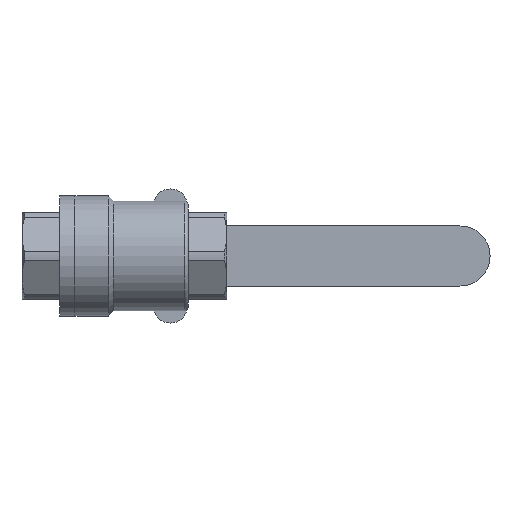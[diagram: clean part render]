
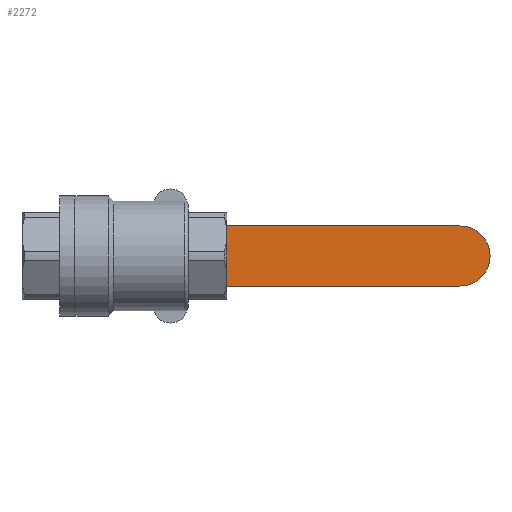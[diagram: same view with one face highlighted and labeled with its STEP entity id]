
A CAD part, left-side view. The second image highlights one B-rep face of the part: STEP entity #2272.
In plain terms, the highlighted planar face has unit normal (-1, 0, 0).
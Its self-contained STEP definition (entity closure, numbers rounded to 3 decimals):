
#12 = AXIS2_PLACEMENT_3D ( 'NONE', #223, #3180, #6130 ) ;
#73 = EDGE_LOOP ( 'NONE', ( #3492, #7605, #1333, #8746 ) ) ;
#134 = VECTOR ( 'NONE', #5749, 1000. ) ;
#223 = CARTESIAN_POINT ( 'NONE',  ( 45.9, -91.5, 8.5 ) ) ;
#503 = CARTESIAN_POINT ( 'NONE',  ( 45.9, -94.5, -8.5 ) ) ;
#715 = VECTOR ( 'NONE', #9117, 1000. ) ;
#953 = VECTOR ( 'NONE', #5734, 1000. ) ;
#962 = LINE ( 'NONE', #6144, #715 ) ;
#991 = VERTEX_POINT ( 'NONE', #503 ) ;
#1020 = EDGE_CURVE ( 'NONE', #1629, #5763, #9428, .T. ) ;
#1333 = ORIENTED_EDGE ( 'NONE', *, *, #1020, .T. ) ;
#1629 = VERTEX_POINT ( 'NONE', #5374 ) ;
#2272 = ADVANCED_FACE ( 'NONE', ( #3905 ), #6866, .T. ) ;
#2685 = CARTESIAN_POINT ( 'NONE',  ( 45.9, -28.071, 8.5 ) ) ;
#2779 = CARTESIAN_POINT ( 'NONE',  ( 45.9, -91.5, 8.5 ) ) ;
#2789 = CARTESIAN_POINT ( 'NONE',  ( 45.9, -91.5, -8.5 ) ) ;
#3180 = DIRECTION ( 'NONE',  ( -1., 0., 0. ) ) ;
#3254 = DIRECTION ( 'NONE',  ( 1., 0., 0. ) ) ;
#3492 = ORIENTED_EDGE ( 'NONE', *, *, #4253, .F. ) ;
#3905 = FACE_OUTER_BOUND ( 'NONE', #73, .T. ) ;
#4253 = EDGE_CURVE ( 'NONE', #991, #7917, #9440, .T. ) ;
#4702 = AXIS2_PLACEMENT_3D ( 'NONE', #7664, #3254, #6209 ) ;
#4986 = CARTESIAN_POINT ( 'NONE',  ( 45.9, -28.071, -8.5 ) ) ;
#4999 = EDGE_CURVE ( 'NONE', #1629, #991, #8895, .T. ) ;
#5374 = CARTESIAN_POINT ( 'NONE',  ( 45.9, -94.5, 8.5 ) ) ;
#5734 = DIRECTION ( 'NONE',  ( 0., 1., 0. ) ) ;
#5749 = DIRECTION ( 'NONE',  ( 0., 1., 0. ) ) ;
#5763 = VERTEX_POINT ( 'NONE', #2685 ) ;
#6130 = DIRECTION ( 'NONE',  ( 0., 0., 1. ) ) ;
#6144 = CARTESIAN_POINT ( 'NONE',  ( 45.9, -28.071, -8.5 ) ) ;
#6209 = DIRECTION ( 'NONE',  ( 0., 0., 1. ) ) ;
#6499 = EDGE_CURVE ( 'NONE', #5763, #7917, #962, .T. ) ;
#6866 = PLANE ( 'NONE',  #12 ) ;
#7605 = ORIENTED_EDGE ( 'NONE', *, *, #4999, .F. ) ;
#7664 = CARTESIAN_POINT ( 'NONE',  ( 45.9, -94.5, 0. ) ) ;
#7917 = VERTEX_POINT ( 'NONE', #4986 ) ;
#8746 = ORIENTED_EDGE ( 'NONE', *, *, #6499, .T. ) ;
#8895 = CIRCLE ( 'NONE', #4702, 8.5 ) ;
#9117 = DIRECTION ( 'NONE',  ( 0., 0., -1. ) ) ;
#9428 = LINE ( 'NONE', #2779, #953 ) ;
#9440 = LINE ( 'NONE', #2789, #134 ) ;
